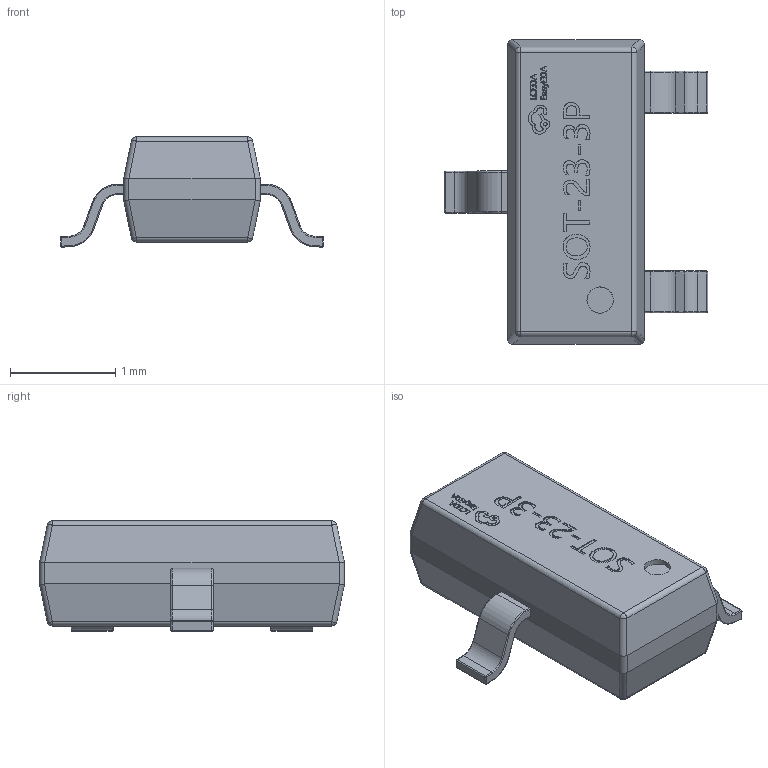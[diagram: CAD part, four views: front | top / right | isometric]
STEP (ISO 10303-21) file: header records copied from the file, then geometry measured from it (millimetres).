
FILE_DESCRIPTION (( 'STEP AP214' ), '1' );
FILE_NAME ('SOT-23-3_L2.9-W1.3-P1.90-LS2.4-BR.STEP', '2023-05-11T09:29:18', ( '' ), ( '' ), 'SwSTEP 2.0', 'SolidWorks 2019', '' );
FILE_SCHEMA (( 'AUTOMOTIVE_DESIGN' ));
Length unit declared in the file: millimetre
Products named in the file (4): SOT-23-3_L2.9-W1.3-P1.90-LS2.4-BR; Q1; COMPOUND_2
Assembly tree (3 placements, depth 4):
  SOT-23-3_L2.9-W1.3-P1.90-LS2.4-BR
    Q1
      SOT-23-3_L2.9-W1.3-P1.90-LS2.4-BR
        COMPOUND_2
Bounding box: 2.5 x 2.89 x 1.05 mm (x, y, z)
Volume: 3.6 mm3; surface area: 17.2 mm2
Topology: 17 solids, 17 shells, 573 faces, 1426 edges, 884 vertices
Faces by surface type: plane 270, bspline 218, cylinder 85
Entity records: 27675 total; most frequent: CARTESIAN_POINT 9080, ORIENTED_EDGE 2808, DIRECTION 1855, EDGE_CURVE 1404, VERTEX_POINT 884, VECTOR 831, LINE 831, EDGE_LOOP 604
